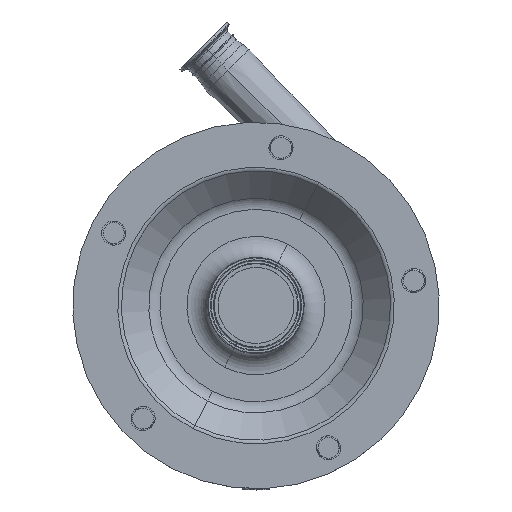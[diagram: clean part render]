
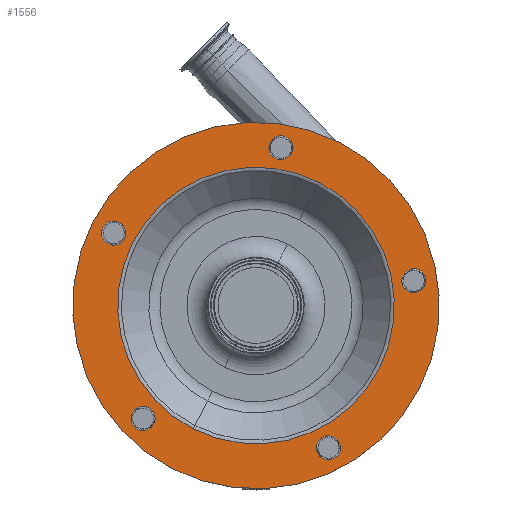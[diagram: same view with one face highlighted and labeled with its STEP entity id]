
A CAD part, top view. The second image highlights one B-rep face of the part: STEP entity #1556.
In plain terms, the highlighted planar face has unit normal (0, 0, 1).
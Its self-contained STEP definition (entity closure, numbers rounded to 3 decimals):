
#16 = AXIS2_PLACEMENT_3D ( 'NONE', #7563, #6585, #10613 ) ;
#211 = DIRECTION ( 'NONE',  ( 0., 0., 1. ) ) ;
#227 = VERTEX_POINT ( 'NONE', #6848 ) ;
#406 = CARTESIAN_POINT ( 'NONE',  ( 150.622, 23.856, 321.5 ) ) ;
#609 = EDGE_CURVE ( 'NONE', #6843, #11679, #7484, .T. ) ;
#621 = EDGE_CURVE ( 'NONE', #11679, #6843, #4768, .T. ) ;
#671 = CARTESIAN_POINT ( 'NONE',  ( 29.077, 160.869, 321.5 ) ) ;
#675 = ORIENTED_EDGE ( 'NONE', *, *, #12108, .F. ) ;
#717 = AXIS2_PLACEMENT_3D ( 'NONE', #10965, #6663, #4693 ) ;
#724 = PLANE ( 'NONE',  #3510 ) ;
#855 = CARTESIAN_POINT ( 'NONE',  ( -135.878, 69.234, 321.5 ) ) ;
#942 = AXIS2_PLACEMENT_3D ( 'NONE', #5789, #9798, #11286 ) ;
#1237 = VERTEX_POINT ( 'NONE', #1865 ) ;
#1379 = DIRECTION ( 'NONE',  ( 0.454, 0.891, 0. ) ) ;
#1387 = AXIS2_PLACEMENT_3D ( 'NONE', #855, #5791, #6961 ) ;
#1424 = CIRCLE ( 'NONE', #8781, 11.5 ) ;
#1447 = FACE_BOUND ( 'NONE', #9269, .T. ) ;
#1548 = ORIENTED_EDGE ( 'NONE', *, *, #1727, .F. ) ;
#1556 = ADVANCED_FACE ( 'NONE', ( #1447, #12512, #5461, #3466, #7771, #10754, #3747 ), #724, .F. ) ;
#1710 = CARTESIAN_POINT ( 'NONE',  ( -113.055, -118.08, 321.5 ) ) ;
#1727 = EDGE_CURVE ( 'NONE', #6596, #1819, #11327, .T. ) ;
#1741 = AXIS2_PLACEMENT_3D ( 'NONE', #9998, #9005, #12976 ) ;
#1769 = VERTEX_POINT ( 'NONE', #5538 ) ;
#1819 = VERTEX_POINT ( 'NONE', #671 ) ;
#1861 = CIRCLE ( 'NONE', #12369, 132.071 ) ;
#1865 = CARTESIAN_POINT ( 'NONE',  ( -102.613, -97.587, 321.5 ) ) ;
#2146 = CARTESIAN_POINT ( 'NONE',  ( -79.448, -155.926, 321.5 ) ) ;
#2173 = EDGE_LOOP ( 'NONE', ( #2974, #2466 ) ) ;
#2343 = DIRECTION ( 'NONE',  ( 0., 0., 1. ) ) ;
#2466 = ORIENTED_EDGE ( 'NONE', *, *, #621, .F. ) ;
#2475 = CIRCLE ( 'NONE', #7057, 11.5 ) ;
#2519 = ORIENTED_EDGE ( 'NONE', *, *, #10559, .F. ) ;
#2628 = CARTESIAN_POINT ( 'NONE',  ( 0., 0., 321.5 ) ) ;
#2953 = EDGE_LOOP ( 'NONE', ( #4970, #1548 ) ) ;
#2974 = ORIENTED_EDGE ( 'NONE', *, *, #609, .F. ) ;
#3122 = CARTESIAN_POINT ( 'NONE',  ( 0., 0., 321.5 ) ) ;
#3341 = EDGE_CURVE ( 'NONE', #4913, #12519, #1861, .T. ) ;
#3466 = FACE_BOUND ( 'NONE', #2953, .T. ) ;
#3510 = AXIS2_PLACEMENT_3D ( 'NONE', #11798, #4740, #8749 ) ;
#3543 = VERTEX_POINT ( 'NONE', #5736 ) ;
#3608 = EDGE_LOOP ( 'NONE', ( #6413, #11996 ) ) ;
#3613 = CARTESIAN_POINT ( 'NONE',  ( 23.856, 150.622, 321.5 ) ) ;
#3747 = FACE_BOUND ( 'NONE', #9930, .T. ) ;
#3945 = AXIS2_PLACEMENT_3D ( 'NONE', #3613, #6461, #5471 ) ;
#4376 = CIRCLE ( 'NONE', #5212, 11.5 ) ;
#4404 = CARTESIAN_POINT ( 'NONE',  ( 69.234, -135.878, 321.5 ) ) ;
#4558 = CARTESIAN_POINT ( 'NONE',  ( -59.959, -117.676, 321.5 ) ) ;
#4693 = DIRECTION ( 'NONE',  ( 0.454, 0.891, 0. ) ) ;
#4695 = EDGE_CURVE ( 'NONE', #1819, #6596, #6310, .T. ) ;
#4740 = DIRECTION ( 'NONE',  ( 0., 0., -1. ) ) ;
#4768 = CIRCLE ( 'NONE', #10667, 175. ) ;
#4913 = VERTEX_POINT ( 'NONE', #4558 ) ;
#4916 = DIRECTION ( 'NONE',  ( -0.454, -0.891, 0. ) ) ;
#4970 = ORIENTED_EDGE ( 'NONE', *, *, #4695, .F. ) ;
#5212 = AXIS2_PLACEMENT_3D ( 'NONE', #6284, #9371, #12420 ) ;
#5446 = DIRECTION ( 'NONE',  ( 0.454, 0.891, 0. ) ) ;
#5461 = FACE_BOUND ( 'NONE', #3608, .T. ) ;
#5471 = DIRECTION ( 'NONE',  ( 0.454, 0.891, 0. ) ) ;
#5538 = CARTESIAN_POINT ( 'NONE',  ( 64.013, -146.125, 321.5 ) ) ;
#5561 = VERTEX_POINT ( 'NONE', #1710 ) ;
#5586 = DIRECTION ( 'NONE',  ( 0., 0., -1. ) ) ;
#5667 = EDGE_CURVE ( 'NONE', #12519, #4913, #11620, .T. ) ;
#5736 = CARTESIAN_POINT ( 'NONE',  ( -130.658, 79.48, 321.5 ) ) ;
#5789 = CARTESIAN_POINT ( 'NONE',  ( -107.834, -107.834, 321.5 ) ) ;
#5791 = DIRECTION ( 'NONE',  ( 0., 0., 1. ) ) ;
#5828 = CARTESIAN_POINT ( 'NONE',  ( -141.099, 58.987, 321.5 ) ) ;
#5865 = CARTESIAN_POINT ( 'NONE',  ( 0., 0., 321.5 ) ) ;
#6239 = CIRCLE ( 'NONE', #10468, 11.5 ) ;
#6284 = CARTESIAN_POINT ( 'NONE',  ( 69.234, -135.878, 321.5 ) ) ;
#6310 = CIRCLE ( 'NONE', #16, 11.5 ) ;
#6413 = ORIENTED_EDGE ( 'NONE', *, *, #9893, .F. ) ;
#6461 = DIRECTION ( 'NONE',  ( 0., 0., 1. ) ) ;
#6506 = ORIENTED_EDGE ( 'NONE', *, *, #3341, .T. ) ;
#6585 = DIRECTION ( 'NONE',  ( 0., 0., 1. ) ) ;
#6596 = VERTEX_POINT ( 'NONE', #10543 ) ;
#6625 = ORIENTED_EDGE ( 'NONE', *, *, #7778, .F. ) ;
#6663 = DIRECTION ( 'NONE',  ( 0., 0., 1. ) ) ;
#6710 = DIRECTION ( 'NONE',  ( -0.454, -0.891, 0. ) ) ;
#6843 = VERTEX_POINT ( 'NONE', #2146 ) ;
#6848 = CARTESIAN_POINT ( 'NONE',  ( 145.402, 13.61, 321.5 ) ) ;
#6958 = DIRECTION ( 'NONE',  ( 0.454, 0.891, 0. ) ) ;
#6961 = DIRECTION ( 'NONE',  ( 0.454, 0.891, 0. ) ) ;
#7045 = ORIENTED_EDGE ( 'NONE', *, *, #9456, .F. ) ;
#7057 = AXIS2_PLACEMENT_3D ( 'NONE', #12276, #211, #10160 ) ;
#7158 = EDGE_CURVE ( 'NONE', #1237, #5561, #11040, .T. ) ;
#7380 = ORIENTED_EDGE ( 'NONE', *, *, #11276, .F. ) ;
#7484 = CIRCLE ( 'NONE', #8757, 175. ) ;
#7563 = CARTESIAN_POINT ( 'NONE',  ( 23.856, 150.622, 321.5 ) ) ;
#7771 = FACE_BOUND ( 'NONE', #8499, .T. ) ;
#7778 = EDGE_CURVE ( 'NONE', #5561, #1237, #12079, .T. ) ;
#7799 = VERTEX_POINT ( 'NONE', #7914 ) ;
#7914 = CARTESIAN_POINT ( 'NONE',  ( 74.454, -125.632, 321.5 ) ) ;
#8111 = ORIENTED_EDGE ( 'NONE', *, *, #5667, .T. ) ;
#8437 = DIRECTION ( 'NONE',  ( 0., 0., 1. ) ) ;
#8499 = EDGE_LOOP ( 'NONE', ( #6506, #8111 ) ) ;
#8527 = CIRCLE ( 'NONE', #1387, 11.5 ) ;
#8749 = DIRECTION ( 'NONE',  ( -0.454, -0.891, 0. ) ) ;
#8757 = AXIS2_PLACEMENT_3D ( 'NONE', #5865, #5586, #10678 ) ;
#8781 = AXIS2_PLACEMENT_3D ( 'NONE', #406, #8437, #6958 ) ;
#8861 = CARTESIAN_POINT ( 'NONE',  ( 59.959, 117.676, 321.5 ) ) ;
#9005 = DIRECTION ( 'NONE',  ( 0., 0., -1. ) ) ;
#9269 = EDGE_LOOP ( 'NONE', ( #12140, #6625 ) ) ;
#9371 = DIRECTION ( 'NONE',  ( 0., 0., 1. ) ) ;
#9456 = EDGE_CURVE ( 'NONE', #12278, #3543, #8527, .T. ) ;
#9798 = DIRECTION ( 'NONE',  ( 0., 0., 1. ) ) ;
#9893 = EDGE_CURVE ( 'NONE', #10788, #227, #10887, .T. ) ;
#9930 = EDGE_LOOP ( 'NONE', ( #2519, #7045 ) ) ;
#9998 = CARTESIAN_POINT ( 'NONE',  ( 0., 0., 321.5 ) ) ;
#10160 = DIRECTION ( 'NONE',  ( 0.454, 0.891, 0. ) ) ;
#10318 = CARTESIAN_POINT ( 'NONE',  ( 79.448, 155.926, 321.5 ) ) ;
#10468 = AXIS2_PLACEMENT_3D ( 'NONE', #4404, #2343, #5446 ) ;
#10496 = EDGE_LOOP ( 'NONE', ( #7380, #675 ) ) ;
#10543 = CARTESIAN_POINT ( 'NONE',  ( 18.635, 140.376, 321.5 ) ) ;
#10559 = EDGE_CURVE ( 'NONE', #3543, #12278, #2475, .T. ) ;
#10613 = DIRECTION ( 'NONE',  ( 0.454, 0.891, 0. ) ) ;
#10667 = AXIS2_PLACEMENT_3D ( 'NONE', #2628, #12708, #6710 ) ;
#10678 = DIRECTION ( 'NONE',  ( -0.454, -0.891, 0. ) ) ;
#10754 = FACE_OUTER_BOUND ( 'NONE', #2173, .T. ) ;
#10788 = VERTEX_POINT ( 'NONE', #11143 ) ;
#10887 = CIRCLE ( 'NONE', #11288, 11.5 ) ;
#10965 = CARTESIAN_POINT ( 'NONE',  ( -107.834, -107.834, 321.5 ) ) ;
#11039 = DIRECTION ( 'NONE',  ( 0., 0., -1. ) ) ;
#11040 = CIRCLE ( 'NONE', #942, 11.5 ) ;
#11143 = CARTESIAN_POINT ( 'NONE',  ( 155.843, 34.103, 321.5 ) ) ;
#11208 = DIRECTION ( 'NONE',  ( 0., 0., 1. ) ) ;
#11276 = EDGE_CURVE ( 'NONE', #7799, #1769, #6239, .T. ) ;
#11286 = DIRECTION ( 'NONE',  ( 0.454, 0.891, 0. ) ) ;
#11288 = AXIS2_PLACEMENT_3D ( 'NONE', #11469, #11208, #1379 ) ;
#11327 = CIRCLE ( 'NONE', #3945, 11.5 ) ;
#11469 = CARTESIAN_POINT ( 'NONE',  ( 150.622, 23.856, 321.5 ) ) ;
#11572 = EDGE_CURVE ( 'NONE', #227, #10788, #1424, .T. ) ;
#11620 = CIRCLE ( 'NONE', #1741, 132.071 ) ;
#11679 = VERTEX_POINT ( 'NONE', #10318 ) ;
#11798 = CARTESIAN_POINT ( 'NONE',  ( -155.926, 79.448, 321.5 ) ) ;
#11996 = ORIENTED_EDGE ( 'NONE', *, *, #11572, .F. ) ;
#12079 = CIRCLE ( 'NONE', #717, 11.5 ) ;
#12108 = EDGE_CURVE ( 'NONE', #1769, #7799, #4376, .T. ) ;
#12140 = ORIENTED_EDGE ( 'NONE', *, *, #7158, .F. ) ;
#12276 = CARTESIAN_POINT ( 'NONE',  ( -135.878, 69.234, 321.5 ) ) ;
#12278 = VERTEX_POINT ( 'NONE', #5828 ) ;
#12369 = AXIS2_PLACEMENT_3D ( 'NONE', #3122, #11039, #4916 ) ;
#12420 = DIRECTION ( 'NONE',  ( 0.454, 0.891, 0. ) ) ;
#12512 = FACE_BOUND ( 'NONE', #10496, .T. ) ;
#12519 = VERTEX_POINT ( 'NONE', #8861 ) ;
#12708 = DIRECTION ( 'NONE',  ( 0., 0., -1. ) ) ;
#12976 = DIRECTION ( 'NONE',  ( -0.454, -0.891, 0. ) ) ;
